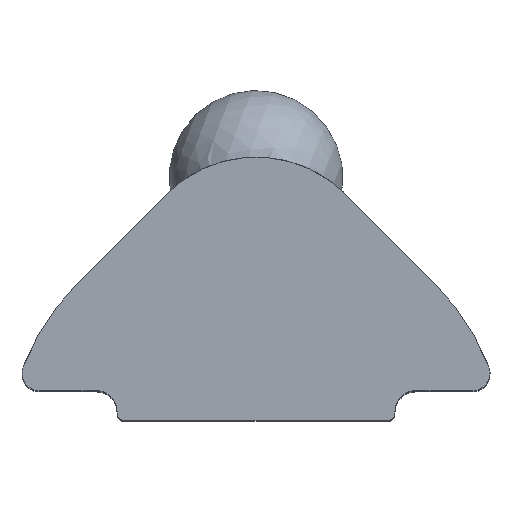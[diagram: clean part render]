
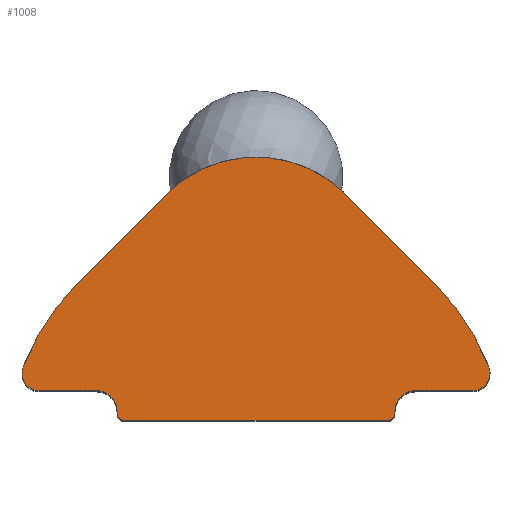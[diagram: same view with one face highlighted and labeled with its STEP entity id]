
A CAD part, top view. The second image highlights one B-rep face of the part: STEP entity #1008.
In plain terms, the highlighted planar face has unit normal (0, 0, 1).
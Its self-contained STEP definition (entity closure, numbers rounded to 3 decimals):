
#64=LINE('',#1594,#136);
#68=LINE('',#1603,#140);
#80=LINE('',#1638,#152);
#92=LINE('',#1710,#164);
#98=LINE('',#1730,#170);
#101=LINE('',#1738,#173);
#106=LINE('',#1750,#178);
#136=VECTOR('',#1235,7.6);
#140=VECTOR('',#1245,0.05);
#152=VECTOR('',#1281,1.635);
#164=VECTOR('',#1327,3.548);
#170=VECTOR('',#1349,0.05);
#173=VECTOR('',#1358,1.635);
#178=VECTOR('',#1373,3.548);
#210=PLANE('',#1114);
#309=FACE_OUTER_BOUND('',#376,.T.);
#376=EDGE_LOOP('',(#884,#885,#886,#887,#888,#889,#890,#891,#892,#893,#894,
#895,#896,#897,#898,#899));
#429=CIRCLE('',#1066,0.2);
#431=CIRCLE('',#1070,7.2);
#434=CIRCLE('',#1076,0.501);
#437=CIRCLE('',#1085,0.6);
#440=CIRCLE('',#1098,3.653);
#443=CIRCLE('',#1103,0.2);
#444=CIRCLE('',#1106,0.6);
#445=CIRCLE('',#1109,0.501);
#446=CIRCLE('',#1111,7.2);
#497=VERTEX_POINT('',#1591);
#498=VERTEX_POINT('',#1593);
#499=VERTEX_POINT('',#1597);
#500=VERTEX_POINT('',#1601);
#503=VERTEX_POINT('',#1609);
#504=VERTEX_POINT('',#1611);
#508=VERTEX_POINT('',#1625);
#511=VERTEX_POINT('',#1637);
#522=VERTEX_POINT('',#1708);
#524=VERTEX_POINT('',#1715);
#527=VERTEX_POINT('',#1725);
#528=VERTEX_POINT('',#1729);
#529=VERTEX_POINT('',#1733);
#530=VERTEX_POINT('',#1737);
#531=VERTEX_POINT('',#1741);
#532=VERTEX_POINT('',#1745);
#597=EDGE_CURVE('',#497,#498,#64,.T.);
#600=EDGE_CURVE('',#499,#497,#429,.T.);
#602=EDGE_CURVE('',#500,#499,#68,.T.);
#606=EDGE_CURVE('',#503,#504,#431,.T.);
#613=EDGE_CURVE('',#504,#508,#434,.T.);
#619=EDGE_CURVE('',#508,#511,#80,.T.);
#625=EDGE_CURVE('',#511,#500,#437,.T.);
#640=EDGE_CURVE('',#522,#503,#92,.T.);
#644=EDGE_CURVE('',#524,#522,#440,.T.);
#648=EDGE_CURVE('',#498,#527,#443,.T.);
#650=EDGE_CURVE('',#527,#528,#98,.T.);
#652=EDGE_CURVE('',#528,#529,#444,.T.);
#654=EDGE_CURVE('',#529,#530,#101,.T.);
#656=EDGE_CURVE('',#530,#531,#445,.T.);
#658=EDGE_CURVE('',#531,#532,#446,.T.);
#661=EDGE_CURVE('',#532,#524,#106,.T.);
#884=ORIENTED_EDGE('',*,*,#602,.F.);
#885=ORIENTED_EDGE('',*,*,#625,.F.);
#886=ORIENTED_EDGE('',*,*,#619,.F.);
#887=ORIENTED_EDGE('',*,*,#613,.F.);
#888=ORIENTED_EDGE('',*,*,#606,.F.);
#889=ORIENTED_EDGE('',*,*,#640,.F.);
#890=ORIENTED_EDGE('',*,*,#644,.F.);
#891=ORIENTED_EDGE('',*,*,#661,.F.);
#892=ORIENTED_EDGE('',*,*,#658,.F.);
#893=ORIENTED_EDGE('',*,*,#656,.F.);
#894=ORIENTED_EDGE('',*,*,#654,.F.);
#895=ORIENTED_EDGE('',*,*,#652,.F.);
#896=ORIENTED_EDGE('',*,*,#650,.F.);
#897=ORIENTED_EDGE('',*,*,#648,.F.);
#898=ORIENTED_EDGE('',*,*,#597,.F.);
#899=ORIENTED_EDGE('',*,*,#600,.F.);
#1008=ADVANCED_FACE('',(#309),#210,.T.);
#1066=AXIS2_PLACEMENT_3D('',#1599,#1240,#1241);
#1070=AXIS2_PLACEMENT_3D('',#1612,#1252,#1253);
#1076=AXIS2_PLACEMENT_3D('',#1626,#1268,#1269);
#1085=AXIS2_PLACEMENT_3D('',#1649,#1295,#1296);
#1098=AXIS2_PLACEMENT_3D('',#1717,#1333,#1334);
#1103=AXIS2_PLACEMENT_3D('',#1726,#1344,#1345);
#1106=AXIS2_PLACEMENT_3D('',#1734,#1353,#1354);
#1109=AXIS2_PLACEMENT_3D('',#1742,#1362,#1363);
#1111=AXIS2_PLACEMENT_3D('',#1746,#1367,#1368);
#1114=AXIS2_PLACEMENT_3D('',#1752,#1376,#1377);
#1235=DIRECTION('',(-1.,0.,0.));
#1240=DIRECTION('center_axis',(0.,0.,-1.));
#1241=DIRECTION('ref_axis',(0.,1.,0.));
#1245=DIRECTION('',(0.,-1.,0.));
#1252=DIRECTION('center_axis',(0.,0.,-1.));
#1253=DIRECTION('ref_axis',(-0.931,-0.366,0.));
#1268=DIRECTION('center_axis',(0.,0.,-1.));
#1269=DIRECTION('ref_axis',(0.,1.,0.));
#1281=DIRECTION('',(-1.,0.,0.));
#1295=DIRECTION('center_axis',(0.,0.,1.));
#1296=DIRECTION('ref_axis',(0.,1.,0.));
#1327=DIRECTION('',(0.707,-0.707,0.));
#1333=DIRECTION('center_axis',(0.,0.,-1.));
#1334=DIRECTION('ref_axis',(-0.707,-0.707,0.));
#1344=DIRECTION('center_axis',(0.,0.,-1.));
#1345=DIRECTION('ref_axis',(1.,0.,0.));
#1349=DIRECTION('',(0.,1.,0.));
#1353=DIRECTION('center_axis',(0.,0.,1.));
#1354=DIRECTION('ref_axis',(1.,0.,0.));
#1358=DIRECTION('',(-1.,0.,0.));
#1362=DIRECTION('center_axis',(0.,0.,-1.));
#1363=DIRECTION('ref_axis',(0.931,-0.366,0.));
#1367=DIRECTION('center_axis',(0.,0.,-1.));
#1368=DIRECTION('ref_axis',(0.707,-0.707,0.));
#1373=DIRECTION('',(0.707,0.707,0.));
#1376=DIRECTION('center_axis',(0.,0.,1.));
#1377=DIRECTION('ref_axis',(1.,0.,0.));
#1591=CARTESIAN_POINT('',(3.799,-3.189,11.));
#1593=CARTESIAN_POINT('',(-3.801,-3.189,11.));
#1594=CARTESIAN_POINT('',(3.799,-3.189,11.));
#1597=CARTESIAN_POINT('',(3.999,-2.989,11.));
#1599=CARTESIAN_POINT('Origin',(3.799,-2.989,11.));
#1601=CARTESIAN_POINT('',(3.999,-2.939,11.));
#1603=CARTESIAN_POINT('',(3.999,-2.939,11.));
#1609=CARTESIAN_POINT('',(5.09,0.803,11.));
#1611=CARTESIAN_POINT('',(6.7,-1.655,11.));
#1612=CARTESIAN_POINT('Origin',(-0.001,-4.288,
11.));
#1625=CARTESIAN_POINT('',(6.234,-2.339,11.));
#1626=CARTESIAN_POINT('Origin',(6.234,-1.838,11.));
#1637=CARTESIAN_POINT('',(4.599,-2.339,11.));
#1638=CARTESIAN_POINT('',(6.234,-2.339,11.));
#1649=CARTESIAN_POINT('Origin',(4.599,-2.939,11.));
#1708=CARTESIAN_POINT('',(2.582,3.312,11.));
#1710=CARTESIAN_POINT('',(2.582,3.312,11.));
#1715=CARTESIAN_POINT('',(-2.584,3.312,11.));
#1717=CARTESIAN_POINT('Origin',(-0.001,0.729,
11.));
#1725=CARTESIAN_POINT('',(-4.001,-2.989,11.));
#1726=CARTESIAN_POINT('Origin',(-3.801,-2.989,11.));
#1729=CARTESIAN_POINT('',(-4.001,-2.939,11.));
#1730=CARTESIAN_POINT('',(-4.001,-2.989,11.));
#1733=CARTESIAN_POINT('',(-4.601,-2.339,11.));
#1734=CARTESIAN_POINT('Origin',(-4.601,-2.939,11.));
#1737=CARTESIAN_POINT('',(-6.236,-2.339,11.));
#1738=CARTESIAN_POINT('',(-4.601,-2.339,11.));
#1741=CARTESIAN_POINT('',(-6.702,-1.655,11.));
#1742=CARTESIAN_POINT('Origin',(-6.236,-1.838,11.));
#1745=CARTESIAN_POINT('',(-5.092,0.803,11.));
#1746=CARTESIAN_POINT('Origin',(-0.001,-4.288,
11.));
#1750=CARTESIAN_POINT('',(-5.092,0.803,11.));
#1752=CARTESIAN_POINT('Origin',(-0.001,-0.234,
11.));
